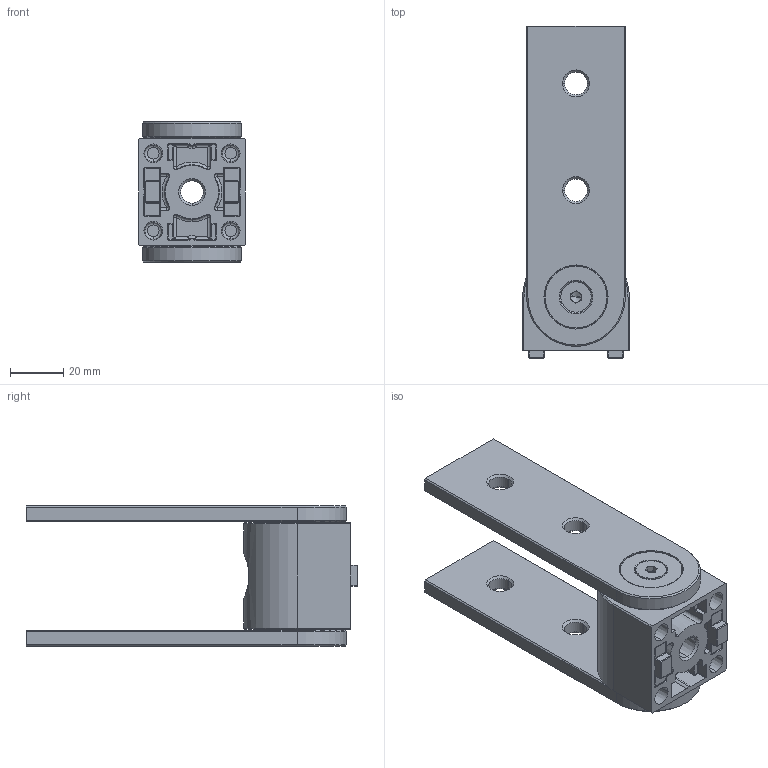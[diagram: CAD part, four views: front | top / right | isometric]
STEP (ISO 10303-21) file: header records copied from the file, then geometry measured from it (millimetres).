
FILE_DESCRIPTION (( 'STEP AP214' ), '1' );
FILE_NAME ('093GV40.STEP', '2014-08-20T06:40:35', ( '' ), ( '' ), 'SwSTEP 2.0', 'SolidWorks 2014', '' );
FILE_SCHEMA (( 'AUTOMOTIVE_DESIGN' ));
Length unit declared in the file: millimetre
Products named in the file (7): 093gv40R01_Standard; 093gr06_093gr06; 093gv40R03_093GV40R03; 093GV40; 093gr26_093g4005; Countersunk head screw ISO 10642 - M6x16_ISO 10642 - M6 ; 093gr12_093 g r12
Assembly tree (11 placements, depth 2):
  093GV40
    093gv40R03_093GV40R03
    093gr06_093gr06  x2
    093gv40R01_Standard  x2
    093gr12_093 g r12  x2
    Countersunk head screw ISO 10642 - M6x16_ISO 10642 - M6   x2
    093gr26_093g4005  x2
Bounding box: 40 x 124.3 x 52.6 mm (x, y, z)
Volume: 93853.1 mm3; surface area: 40630 mm2
Topology: 11 solids, 11 shells, 983 faces, 2222 edges, 1224 vertices
Faces by surface type: cylinder 315, plane 226, torus 154, cone 134, sphere 80, bspline 74
Entity records: 21023 total; most frequent: CARTESIAN_POINT 5583, DIRECTION 3306, ORIENTED_EDGE 3106, EDGE_CURVE 1553, AXIS2_PLACEMENT_3D 1359, VERTEX_POINT 887, EDGE_LOOP 734, ADVANCED_FACE 698
